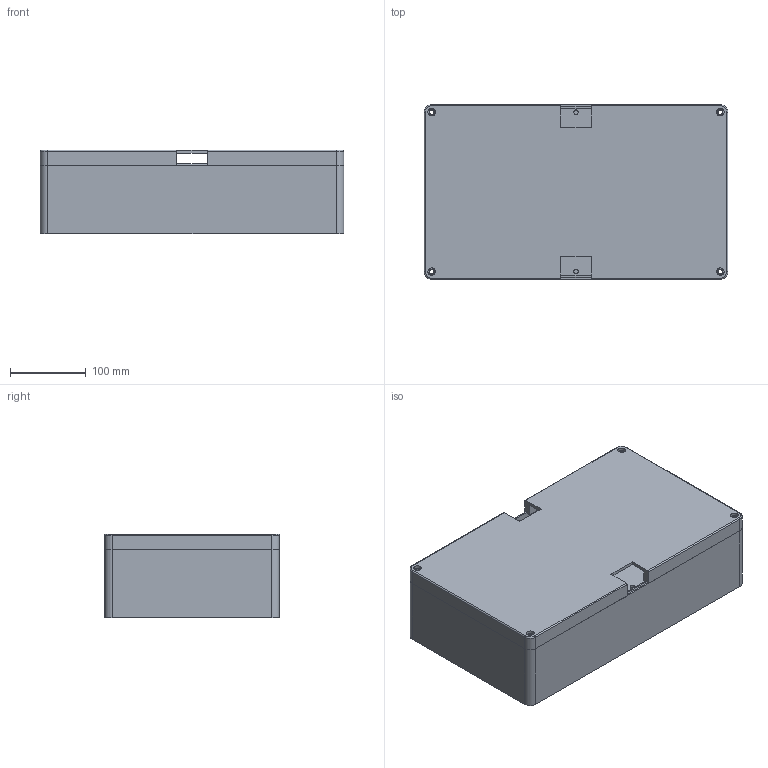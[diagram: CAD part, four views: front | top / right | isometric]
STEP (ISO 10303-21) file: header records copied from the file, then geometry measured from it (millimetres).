
FILE_DESCRIPTION((''),'2;1');
FILE_NAME('HALP234011_ASM','2009-01-21T',('pasi_koskela'),(''),'PRO/ENGINEER BY PARAMETRIC TECHNOLOGY CORPORATION, 2008250','PRO/ENGINEER BY PARAMETRIC TECHNOLOGY CORPORATION, 2008250','');
FILE_SCHEMA(('AUTOMOTIVE_DESIGN_CC2 { 1 2 10303 214 -1 1 5 2 }'));
Length unit declared in the file: millimetre
Products named in the file (3): HALP234009B; HALP234002L; HALP234011_ASM
Assembly tree (2 placements, depth 2):
  HALP234011_ASM
    HALP234009B
    HALP234002L
Bounding box: 400 x 230 x 110 mm (x, y, z)
Volume: 1545621.8 mm3; surface area: 657542.2 mm2
Topology: 2 solids, 22 shells, 296 faces, 714 edges, 450 vertices
Faces by surface type: cylinder 146, plane 102, cone 40, torus 4, bspline 4
Entity records: 11035 total; most frequent: DIRECTION 1604, CARTESIAN_POINT 1509, ORIENTED_EDGE 1348, PRESENTATION_STYLE_ASSIGNMENT 708, STYLED_ITEM 708, CURVE_STYLE 686, EDGE_CURVE 686, AXIS2_PLACEMENT_3D 627
